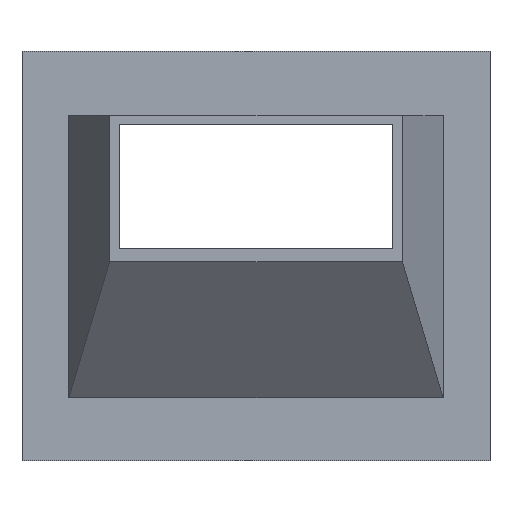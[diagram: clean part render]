
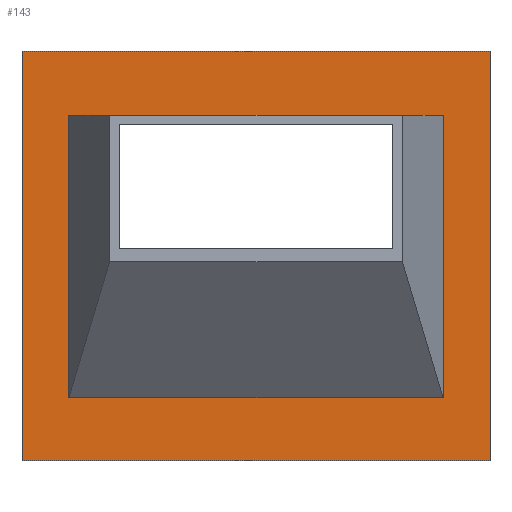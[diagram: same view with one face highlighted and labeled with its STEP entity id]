
A CAD part, top view. The second image highlights one B-rep face of the part: STEP entity #143.
In plain terms, the highlighted planar face has unit normal (0, 0, 1).
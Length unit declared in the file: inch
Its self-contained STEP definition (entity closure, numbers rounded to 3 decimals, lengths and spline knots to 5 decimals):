
#143=ADVANCED_FACE('',(#257,#258),#259,.T.);
#257=FACE_BOUND('',#479,.T.);
#258=FACE_OUTER_BOUND('',#480,.T.);
#259=PLANE('',#481);
#479=EDGE_LOOP('',(#614,#615,#616,#617));
#480=EDGE_LOOP('',(#618,#619,#620,#621));
#481=AXIS2_PLACEMENT_3D('',#622,#623,#624);
#614=ORIENTED_EDGE('',*,*,#678,.T.);
#615=ORIENTED_EDGE('',*,*,#673,.T.);
#616=ORIENTED_EDGE('',*,*,#688,.T.);
#617=ORIENTED_EDGE('',*,*,#685,.T.);
#618=ORIENTED_EDGE('',*,*,#690,.F.);
#619=ORIENTED_EDGE('',*,*,#703,.F.);
#620=ORIENTED_EDGE('',*,*,#699,.F.);
#621=ORIENTED_EDGE('',*,*,#695,.F.);
#622=CARTESIAN_POINT('',(0.0,0.0,0.11811));
#623=DIRECTION('',(0.0,0.0,1.0));
#624=DIRECTION('',(1.0,0.0,0.0));
#673=EDGE_CURVE('',#742,#743,#744,.T.);
#678=EDGE_CURVE('',#751,#742,#752,.T.);
#685=EDGE_CURVE('',#761,#751,#762,.T.);
#688=EDGE_CURVE('',#743,#761,#765,.T.);
#690=EDGE_CURVE('',#767,#768,#769,.T.);
#695=EDGE_CURVE('',#768,#776,#777,.T.);
#699=EDGE_CURVE('',#776,#782,#783,.T.);
#703=EDGE_CURVE('',#782,#767,#788,.T.);
#742=VERTEX_POINT('',#830);
#743=VERTEX_POINT('',#831);
#744=B_SPLINE_CURVE_WITH_KNOTS('',3,(#832,#833,#834,#835,#836,#837),.UNSPECIFIED.,.F.,.F.,(4,2,4),(0.0,1.89984,3.79967),.UNSPECIFIED.);
#751=VERTEX_POINT('',#847);
#752=B_SPLINE_CURVE_WITH_KNOTS('',3,(#848,#849,#850,#851,#852,#853),.UNSPECIFIED.,.F.,.F.,(4,2,4),(0.0,2.51785,5.03571),.UNSPECIFIED.);
#761=VERTEX_POINT('',#866);
#762=B_SPLINE_CURVE_WITH_KNOTS('',3,(#867,#868,#869,#870,#871,#872),.UNSPECIFIED.,.F.,.F.,(4,2,4),(0.0,1.89984,3.79967),.UNSPECIFIED.);
#765=LINE('',#876,#877);
#767=VERTEX_POINT('',#879);
#768=VERTEX_POINT('',#880);
#769=LINE('',#881,#882);
#776=VERTEX_POINT('',#892);
#777=LINE('',#893,#894);
#782=VERTEX_POINT('',#901);
#783=LINE('',#902,#903);
#788=LINE('',#910,#911);
#830=CARTESIAN_POINT('',(0.0412,0.13734,0.11811));
#831=CARTESIAN_POINT('',(0.0412,3.93701,0.11811));
#832=CARTESIAN_POINT('',(0.0412,0.13734,0.11811));
#833=CARTESIAN_POINT('',(0.0412,0.77062,0.11811));
#834=CARTESIAN_POINT('',(0.0412,1.40389,0.11811));
#835=CARTESIAN_POINT('',(0.0412,2.67045,0.11811));
#836=CARTESIAN_POINT('',(0.0412,3.30373,0.11811));
#837=CARTESIAN_POINT('',(0.0412,3.93701,0.11811));
#847=CARTESIAN_POINT('',(5.07691,0.13734,0.11811));
#848=CARTESIAN_POINT('',(5.07691,0.13734,0.11811));
#849=CARTESIAN_POINT('',(4.23762,0.13734,0.11811));
#850=CARTESIAN_POINT('',(3.39834,0.13734,0.11811));
#851=CARTESIAN_POINT('',(1.71977,0.13734,0.11811));
#852=CARTESIAN_POINT('',(0.88049,0.13734,0.11811));
#853=CARTESIAN_POINT('',(0.0412,0.13734,0.11811));
#866=CARTESIAN_POINT('',(5.07691,3.93701,0.11811));
#867=CARTESIAN_POINT('',(5.07691,3.93701,0.11811));
#868=CARTESIAN_POINT('',(5.07691,3.30373,0.11811));
#869=CARTESIAN_POINT('',(5.07691,2.67045,0.11811));
#870=CARTESIAN_POINT('',(5.07691,1.40389,0.11811));
#871=CARTESIAN_POINT('',(5.07691,0.77062,0.11811));
#872=CARTESIAN_POINT('',(5.07691,0.13734,0.11811));
#876=CARTESIAN_POINT('',(0.0,3.93701,0.11811));
#877=VECTOR('',#937,1.0);
#879=CARTESIAN_POINT('',(5.70866,-0.70866,0.11811));
#880=CARTESIAN_POINT('',(-0.59055,-0.70866,0.11811));
#881=CARTESIAN_POINT('',(-0.29528,-0.70866,0.11811));
#882=VECTOR('',#938,1.0);
#892=CARTESIAN_POINT('',(-0.59055,4.80315,0.11811));
#893=CARTESIAN_POINT('',(-0.59055,2.40157,0.11811));
#894=VECTOR('',#942,1.0);
#901=CARTESIAN_POINT('',(5.70866,4.80315,0.11811));
#902=CARTESIAN_POINT('',(2.85433,4.80315,0.11811));
#903=VECTOR('',#945,1.0);
#910=CARTESIAN_POINT('',(5.70866,-0.35433,0.11811));
#911=VECTOR('',#948,1.0);
#937=DIRECTION('',(1.0,0.0,0.0));
#938=DIRECTION('',(-1.0,0.0,0.0));
#942=DIRECTION('',(0.0,1.0,0.0));
#945=DIRECTION('',(1.0,0.0,0.0));
#948=DIRECTION('',(0.0,-1.0,0.0));
